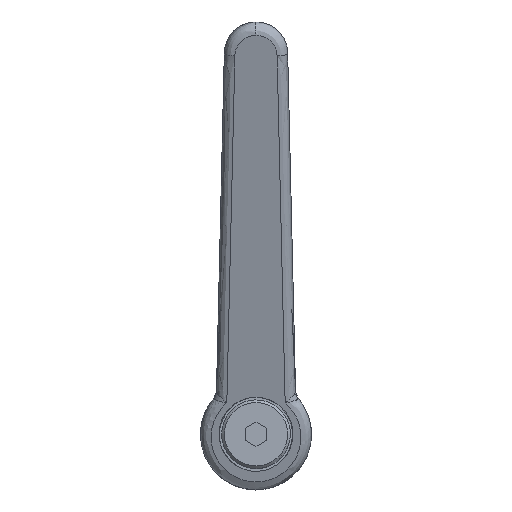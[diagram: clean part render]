
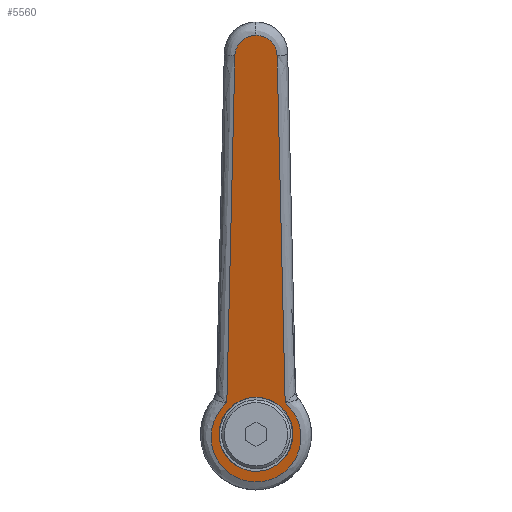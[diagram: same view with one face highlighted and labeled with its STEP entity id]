
A CAD part, top view. The second image highlights one B-rep face of the part: STEP entity #5560.
In plain terms, the highlighted free-form (B-spline) face has degree [1, 1] with [2, 2] control points.
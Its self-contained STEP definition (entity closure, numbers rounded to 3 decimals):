
#2045=CARTESIAN_POINT('',(5.161,4.729,27.862));
#2046=VERTEX_POINT('',#2045);
#2052=CARTESIAN_POINT('',(-7.0,0.0,24.564));
#2053=VERTEX_POINT('',#2052);
#2054=CARTESIAN_POINT('',(5.161,4.729,27.862));
#2055=CARTESIAN_POINT('',(3.08,7.0,27.297));
#2056=CARTESIAN_POINT('',(0.,7.0,26.462));
#2057=CARTESIAN_POINT('',(-7.,7.,24.564));
#2058=CARTESIAN_POINT('',(-7.0,0.0,24.564));
#2066=(BOUNDED_CURVE()B_SPLINE_CURVE(2,(#2054,#2055,#2056,#2057,#2058),.UNSPECIFIED.,.F.,.U.)B_SPLINE_CURVE_WITH_KNOTS((3,2,3),(0.618,0.75,1.0),.UNSPECIFIED.)CURVE()GEOMETRIC_REPRESENTATION_ITEM()RATIONAL_B_SPLINE_CURVE((0.854,0.846,1.0,0.707,1.0))REPRESENTATION_ITEM(''));
#2067=EDGE_CURVE('',#2046,#2053,#2066,.T.);
#2069=CARTESIAN_POINT('',(5.017,-4.882,27.822));
#2070=VERTEX_POINT('',#2069);
#2071=CARTESIAN_POINT('',(-7.0,0.0,24.564));
#2072=CARTESIAN_POINT('',(-7.,-7.,24.564));
#2073=CARTESIAN_POINT('',(0.,-7.,26.462));
#2074=CARTESIAN_POINT('',(2.955,-7.,27.264));
#2075=CARTESIAN_POINT('',(5.017,-4.882,27.822));
#2083=(BOUNDED_CURVE()B_SPLINE_CURVE(2,(#2071,#2072,#2073,#2074,#2075),.UNSPECIFIED.,.F.,.U.)B_SPLINE_CURVE_WITH_KNOTS((3,2,3),(0.0,0.25,0.377),.UNSPECIFIED.)CURVE()GEOMETRIC_REPRESENTATION_ITEM()RATIONAL_B_SPLINE_CURVE((1.0,0.707,1.0,0.851,0.854))REPRESENTATION_ITEM(''));
#2084=EDGE_CURVE('',#2053,#2070,#2083,.T.);
#2121=CARTESIAN_POINT('',(7.0,0.,28.36));
#2122=VERTEX_POINT('',#2121);
#2123=CARTESIAN_POINT('',(5.017,-4.882,27.822));
#2124=CARTESIAN_POINT('',(7.,-2.844,28.36));
#2125=CARTESIAN_POINT('',(7.0,0.,28.36));
#2133=(BOUNDED_CURVE()B_SPLINE_CURVE(2,(#2123,#2124,#2125),.UNSPECIFIED.,.F.,.U.)B_SPLINE_CURVE_WITH_KNOTS((3,3),(0.377,0.5),.UNSPECIFIED.)CURVE()GEOMETRIC_REPRESENTATION_ITEM()RATIONAL_B_SPLINE_CURVE((0.854,0.856,1.0))REPRESENTATION_ITEM(''));
#2134=EDGE_CURVE('',#2070,#2122,#2133,.T.);
#2136=CARTESIAN_POINT('',(7.0,0.,28.36));
#2137=CARTESIAN_POINT('',(7.,2.722,28.36));
#2138=CARTESIAN_POINT('',(5.161,4.729,27.862));
#2146=(BOUNDED_CURVE()B_SPLINE_CURVE(2,(#2136,#2137,#2138),.UNSPECIFIED.,.F.,.U.)B_SPLINE_CURVE_WITH_KNOTS((3,3),(0.5,0.618),.UNSPECIFIED.)CURVE()GEOMETRIC_REPRESENTATION_ITEM()RATIONAL_B_SPLINE_CURVE((1.0,0.861,0.854))REPRESENTATION_ITEM(''));
#2147=EDGE_CURVE('',#2122,#2046,#2146,.T.);
#4581=CARTESIAN_POINT('',(5.94,-5.52,28.073));
#4582=VERTEX_POINT('',#4581);
#4830=CARTESIAN_POINT('',(5.94,5.52,28.073));
#4831=VERTEX_POINT('',#4830);
#5201=CARTESIAN_POINT('',(5.94,5.52,28.073));
#5202=CARTESIAN_POINT('',(2.093,10.025,27.03));
#5203=CARTESIAN_POINT('',(-3.465,7.975,25.522));
#5204=CARTESIAN_POINT('',(-9.023,5.924,24.015));
#5205=CARTESIAN_POINT('',(-9.023,0.,24.015));
#5206=CARTESIAN_POINT('',(-9.023,-5.924,24.015));
#5207=CARTESIAN_POINT('',(-3.465,-7.975,25.522));
#5208=CARTESIAN_POINT('',(2.093,-10.025,27.03));
#5209=CARTESIAN_POINT('',(5.94,-5.52,28.073));
#5217=(BOUNDED_CURVE()B_SPLINE_CURVE(2,(#5201,#5202,#5203,#5204,#5205,#5206,#5207,#5208,#5209),.UNSPECIFIED.,.F.,.U.)B_SPLINE_CURVE_WITH_KNOTS((3,2,2,2,3),(0.0,0.25,0.5,0.75,1.0),.UNSPECIFIED.)CURVE()GEOMETRIC_REPRESENTATION_ITEM()RATIONAL_B_SPLINE_CURVE((1.0,0.82,1.0,0.82,1.0,0.82,1.0,0.82,1.0))REPRESENTATION_ITEM(''));
#5218=EDGE_CURVE('',#4831,#4582,#5217,.T.);
#5247=CARTESIAN_POINT('',(71.569,3.999,45.871));
#5248=VERTEX_POINT('',#5247);
#5249=CARTESIAN_POINT('',(71.569,3.999,45.871));
#5250=CARTESIAN_POINT('',(5.94,5.52,28.073));
#5251=QUASI_UNIFORM_CURVE('',1,(#5249,#5250),.UNSPECIFIED.,.F.,.U.);
#5252=EDGE_CURVE('',#5248,#4831,#5251,.T.);
#5284=CARTESIAN_POINT('',(71.569,-3.999,45.871));
#5285=VERTEX_POINT('',#5284);
#5286=CARTESIAN_POINT('',(5.94,-5.52,28.073));
#5287=CARTESIAN_POINT('',(71.569,-3.999,45.871));
#5288=QUASI_UNIFORM_CURVE('',1,(#5286,#5287),.UNSPECIFIED.,.F.,.U.);
#5289=EDGE_CURVE('',#4582,#5285,#5288,.T.);
#5392=CARTESIAN_POINT('',(75.477,0.0,46.93));
#5393=VERTEX_POINT('',#5392);
#5423=CARTESIAN_POINT('',(75.477,0.0,46.93));
#5424=CARTESIAN_POINT('',(75.477,3.908,46.93));
#5425=CARTESIAN_POINT('',(71.569,3.999,45.871));
#5433=(BOUNDED_CURVE()B_SPLINE_CURVE(2,(#5423,#5424,#5425),.UNSPECIFIED.,.F.,.U.)CURVE()GEOMETRIC_REPRESENTATION_ITEM()QUASI_UNIFORM_CURVE()RATIONAL_B_SPLINE_CURVE((1.0,0.715,1.0))REPRESENTATION_ITEM(''));
#5434=EDGE_CURVE('',#5393,#5248,#5433,.T.);
#5478=CARTESIAN_POINT('',(71.569,-3.999,45.871));
#5479=CARTESIAN_POINT('',(75.477,-3.908,46.93));
#5480=CARTESIAN_POINT('',(75.477,0.0,46.93));
#5488=(BOUNDED_CURVE()B_SPLINE_CURVE(2,(#5478,#5479,#5480),.UNSPECIFIED.,.F.,.U.)CURVE()GEOMETRIC_REPRESENTATION_ITEM()QUASI_UNIFORM_CURVE()RATIONAL_B_SPLINE_CURVE((1.0,0.715,1.0))REPRESENTATION_ITEM(''));
#5489=EDGE_CURVE('',#5285,#5393,#5488,.T.);
#5542=CARTESIAN_POINT('',(79.697,-9.334,48.075));
#5543=CARTESIAN_POINT('',(-13.244,-9.334,22.87));
#5544=CARTESIAN_POINT('',(79.697,9.334,48.075));
#5545=CARTESIAN_POINT('',(-13.244,9.334,22.87));
#5546=B_SPLINE_SURFACE_WITH_KNOTS('',1,1,((#5542,#5544),(#5543,#5545)),.UNSPECIFIED.,.F.,.F.,.U.,(2,2),(2,2),(0.0,96.298),(0.0,18.668),.UNSPECIFIED.);
#5547=ORIENTED_EDGE('',*,*,#5252,.T.);
#5548=ORIENTED_EDGE('',*,*,#5218,.T.);
#5549=ORIENTED_EDGE('',*,*,#5289,.T.);
#5550=ORIENTED_EDGE('',*,*,#5489,.T.);
#5551=ORIENTED_EDGE('',*,*,#5434,.T.);
#5552=EDGE_LOOP('',(#5547,#5548,#5549,#5550,#5551));
#5553=FACE_OUTER_BOUND('',#5552,.T.);
#5554=ORIENTED_EDGE('',*,*,#2147,.F.);
#5555=ORIENTED_EDGE('',*,*,#2134,.F.);
#5556=ORIENTED_EDGE('',*,*,#2084,.F.);
#5557=ORIENTED_EDGE('',*,*,#2067,.F.);
#5558=EDGE_LOOP('',(#5554,#5555,#5556,#5557));
#5559=FACE_BOUND('',#5558,.T.);
#5560=ADVANCED_FACE('',(#5553,#5559),#5546,.F.);
